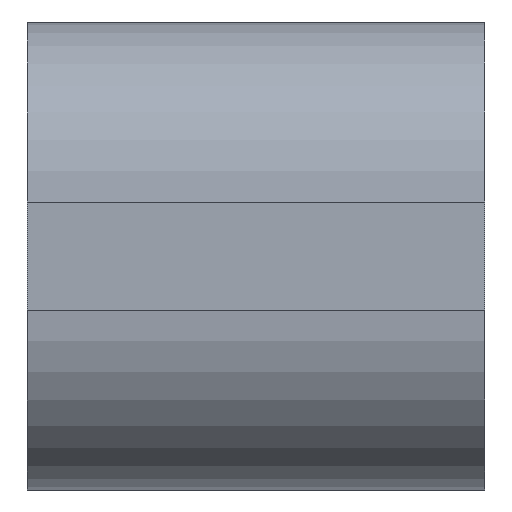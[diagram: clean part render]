
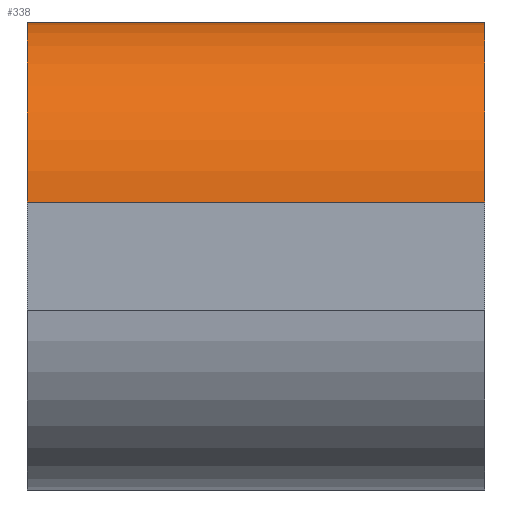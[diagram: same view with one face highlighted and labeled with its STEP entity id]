
A CAD part, left-side view. The second image highlights one B-rep face of the part: STEP entity #338.
In plain terms, the highlighted cylindrical face has radius 2.5 mm (diameter 5 mm), a partial arc.
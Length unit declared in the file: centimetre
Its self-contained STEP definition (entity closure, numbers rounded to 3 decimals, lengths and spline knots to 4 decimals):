
#42=FACE_OUTER_BOUND('',#62,.T.);
#62=EDGE_LOOP('',(#242,#243,#244,#245));
#94=LINE('',#504,#122);
#95=LINE('',#507,#123);
#122=VECTOR('',#402,1.);
#123=VECTOR('',#405,1.);
#150=CIRCLE('',#361,0.25);
#151=CIRCLE('',#362,0.25);
#166=VERTEX_POINT('',#500);
#167=VERTEX_POINT('',#501);
#168=VERTEX_POINT('',#503);
#169=VERTEX_POINT('',#505);
#198=EDGE_CURVE('',#166,#167,#150,.T.);
#199=EDGE_CURVE('',#167,#168,#94,.T.);
#200=EDGE_CURVE('',#168,#169,#151,.T.);
#201=EDGE_CURVE('',#169,#166,#95,.T.);
#242=ORIENTED_EDGE('',*,*,#198,.T.);
#243=ORIENTED_EDGE('',*,*,#199,.T.);
#244=ORIENTED_EDGE('',*,*,#200,.T.);
#245=ORIENTED_EDGE('',*,*,#201,.T.);
#330=CYLINDRICAL_SURFACE('',#360,0.25);
#338=ADVANCED_FACE('',(#42),#330,.T.);
#360=AXIS2_PLACEMENT_3D('',#499,#398,#399);
#361=AXIS2_PLACEMENT_3D('',#502,#400,#401);
#362=AXIS2_PLACEMENT_3D('',#506,#403,#404);
#398=DIRECTION('center_axis',(0.,1.,0.));
#399=DIRECTION('ref_axis',(-0.707,0.,0.707));
#400=DIRECTION('center_axis',(0.,-1.,0.));
#401=DIRECTION('ref_axis',(-0.707,0.,0.707));
#402=DIRECTION('',(0.,-1.,0.));
#403=DIRECTION('center_axis',(0.,1.,0.));
#404=DIRECTION('ref_axis',(-0.707,0.,0.707));
#405=DIRECTION('',(0.,1.,0.));
#499=CARTESIAN_POINT('Origin',(0.55,0.635,-0.425));
#500=CARTESIAN_POINT('',(0.55,1.27,-0.175));
#501=CARTESIAN_POINT('',(0.3,1.27,-0.425));
#502=CARTESIAN_POINT('Origin',(0.55,1.27,-0.425));
#503=CARTESIAN_POINT('',(0.3,0.635,-0.425));
#504=CARTESIAN_POINT('',(0.3,0.635,-0.425));
#505=CARTESIAN_POINT('',(0.55,0.635,-0.175));
#506=CARTESIAN_POINT('Origin',(0.55,0.635,-0.425));
#507=CARTESIAN_POINT('',(0.55,0.635,-0.175));
